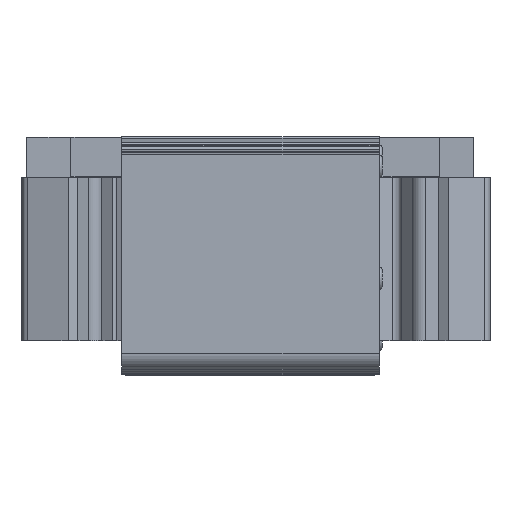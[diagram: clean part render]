
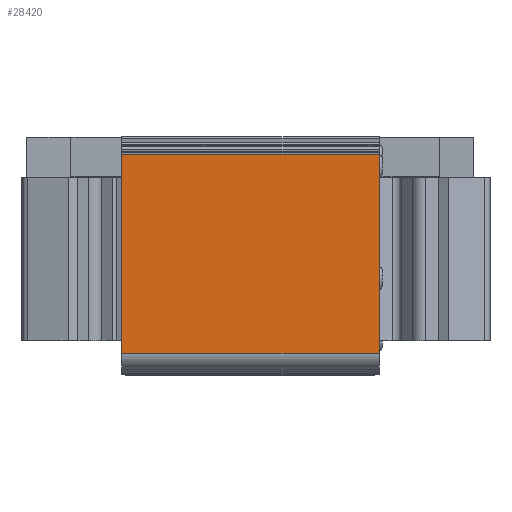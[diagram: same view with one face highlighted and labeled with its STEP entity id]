
A CAD part, left-side view. The second image highlights one B-rep face of the part: STEP entity #28420.
In plain terms, the highlighted planar face has unit normal (-1, 0, 0).
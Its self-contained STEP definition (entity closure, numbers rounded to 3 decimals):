
#895=PLANE('',#29806);
#1982=LINE('',#37992,#4353);
#2368=LINE('',#39289,#4739);
#2369=LINE('',#39291,#4740);
#2370=LINE('',#39293,#4741);
#4353=VECTOR('',#32014,1000.);
#4739=VECTOR('',#33006,1000.);
#4740=VECTOR('',#33009,1000.);
#4741=VECTOR('',#33010,1000.);
#8227=ORIENTED_EDGE('',*,*,#13173,.T.);
#8228=ORIENTED_EDGE('',*,*,#13719,.F.);
#8229=ORIENTED_EDGE('',*,*,#13720,.F.);
#8230=ORIENTED_EDGE('',*,*,#13721,.T.);
#13173=EDGE_CURVE('',#16106,#16139,#1982,.T.);
#13719=EDGE_CURVE('',#16487,#16139,#2368,.T.);
#13720=EDGE_CURVE('',#16488,#16487,#2369,.T.);
#13721=EDGE_CURVE('',#16488,#16106,#2370,.T.);
#16106=VERTEX_POINT('',#37925);
#16139=VERTEX_POINT('',#37991);
#16487=VERTEX_POINT('',#39288);
#16488=VERTEX_POINT('',#39292);
#18196=EDGE_LOOP('',(#8227,#8228,#8229,#8230));
#19376=FACE_BOUND('',#18196,.T.);
#28420=ADVANCED_FACE('',(#19376),#895,.T.);
#29806=AXIS2_PLACEMENT_3D('',#39290,#33007,#33008);
#32014=DIRECTION('',(0.,0.,-1.));
#33006=DIRECTION('',(0.,1.,0.));
#33007=DIRECTION('',(-1.,0.,0.));
#33008=DIRECTION('',(0.,0.,1.));
#33009=DIRECTION('',(0.,0.,-1.));
#33010=DIRECTION('',(0.,1.,0.));
#37925=CARTESIAN_POINT('',(-13.075,14.12,-1.086));
#37991=CARTESIAN_POINT('',(-13.075,14.12,-13.15));
#37992=CARTESIAN_POINT('',(-13.075,14.12,-1.086));
#39288=CARTESIAN_POINT('',(-13.075,-1.532,-13.15));
#39289=CARTESIAN_POINT('',(-13.075,-1.532,-13.15));
#39290=CARTESIAN_POINT('',(-13.075,14.12,-1.086));
#39291=CARTESIAN_POINT('',(-13.075,-1.532,-1.086));
#39292=CARTESIAN_POINT('',(-13.075,-1.532,-1.086));
#39293=CARTESIAN_POINT('',(-13.075,-1.532,-1.086));
